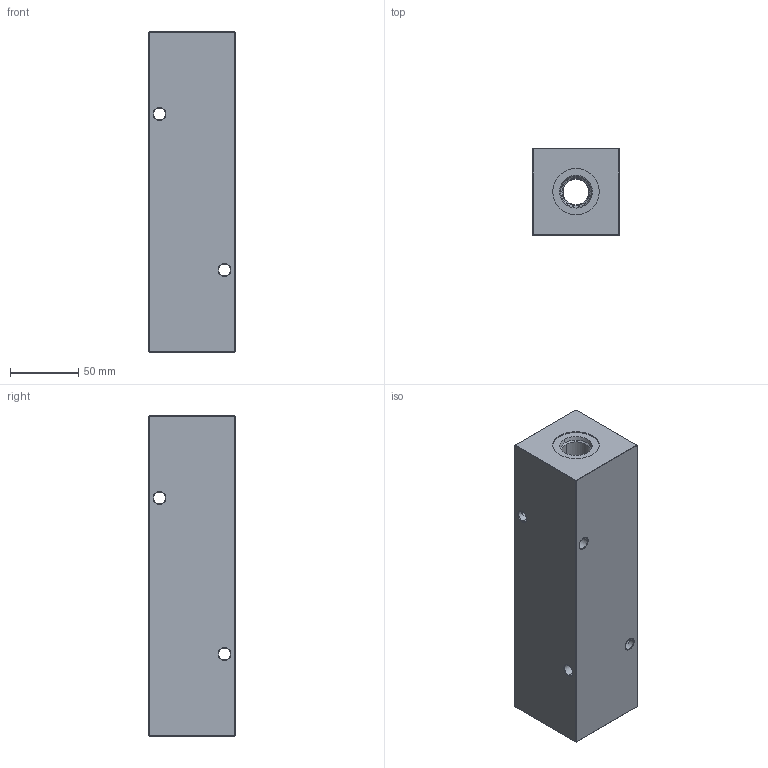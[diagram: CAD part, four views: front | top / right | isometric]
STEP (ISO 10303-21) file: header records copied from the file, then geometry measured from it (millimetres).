
FILE_DESCRIPTION (( 'STEP AP203' ), '1' );
FILE_NAME ('HM-4-0-S-10-8.STEP', '2020-10-01T21:19:12', ( '' ), ( '' ), 'SwSTEP 2.0', 'SolidWorks 2019', '' );
FILE_SCHEMA (( 'CONFIG_CONTROL_DESIGN' ));
Length unit declared in the file: inch
Products named in the file (1): HM-4-0-S-10-8
Bounding box: 63.5 x 63.5 x 234.95 mm (x, y, z)
Volume: 838704.6 mm3; surface area: 90461.9 mm2
Topology: 1 solids, 1 shells, 534 faces, 1374 edges, 886 vertices
Faces by surface type: plane 238, bspline 194, cone 52, cylinder 50
Entity records: 25955 total; most frequent: CARTESIAN_POINT 14181, ORIENTED_EDGE 2748, DIRECTION 1762, EDGE_CURVE 1374, VERTEX_POINT 886, LINE 828, VECTOR 828, EDGE_LOOP 600
